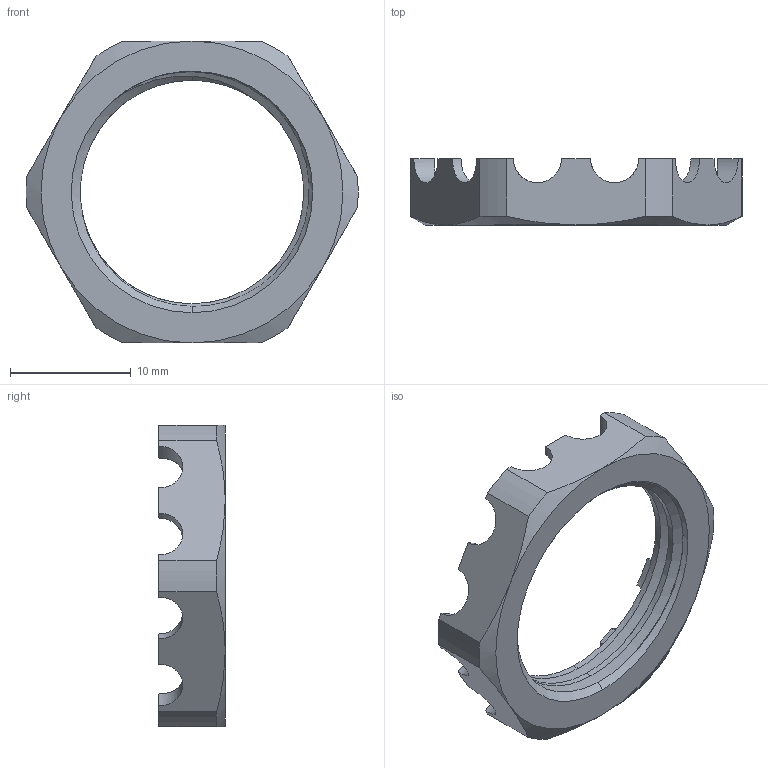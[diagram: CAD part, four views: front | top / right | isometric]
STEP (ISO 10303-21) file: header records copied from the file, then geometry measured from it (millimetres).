
FILE_DESCRIPTION (( 'STEP AP203' ), '1' );
FILE_NAME ('M20-Lock-Nut-Self-locking-7957503.step', '2025-04-08T08:29:32', ( '' ), ( '' ), 'SwSTEP 2.0', 'SolidWorks 2022', '' );
FILE_SCHEMA (( 'CONFIG_CONTROL_DESIGN' ));
Length unit declared in the file: millimetre
Products named in the file (1): M20-Lock-Nut-Self-locking-7957503
Bounding box: 27.49 x 5.5 x 25 mm (x, y, z)
Volume: 969.1 mm3; surface area: 1277.7 mm2
Topology: 1 solids, 1 shells, 69 faces, 180 edges, 113 vertices
Faces by surface type: cylinder 36, plane 20, cone 10, bspline 3
Entity records: 3487 total; most frequent: CARTESIAN_POINT 1793, ORIENTED_EDGE 360, DIRECTION 322, EDGE_CURVE 180, AXIS2_PLACEMENT_3D 130, VERTEX_POINT 113, EDGE_LOOP 71, ADVANCED_FACE 69
